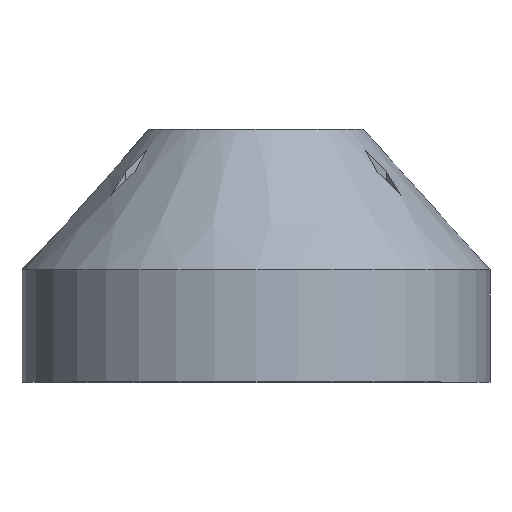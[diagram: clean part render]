
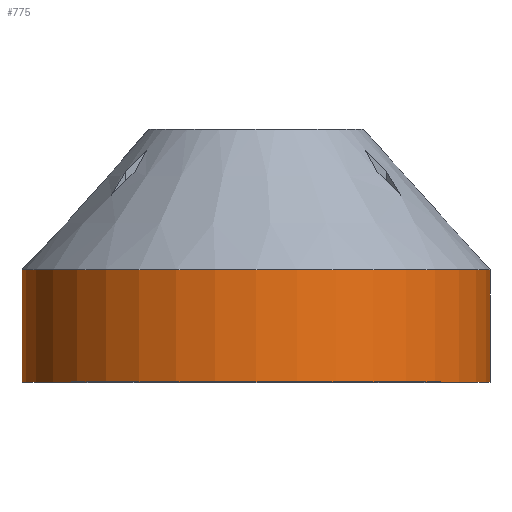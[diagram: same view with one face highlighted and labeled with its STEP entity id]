
A CAD part, top view. The second image highlights one B-rep face of the part: STEP entity #775.
In plain terms, the highlighted cylindrical face has radius 25 mm (diameter 50 mm), a full revolution.
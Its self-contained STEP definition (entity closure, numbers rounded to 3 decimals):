
#99=CIRCLE('',#848,25.);
#100=CIRCLE('',#849,25.);
#101=CIRCLE('',#854,25.);
#140=FACE_OUTER_BOUND('',#186,.T.);
#186=EDGE_LOOP('',(#717,#718,#719,#720,#721));
#253=LINE('',#2411,#290);
#290=VECTOR('',#1020,25.);
#363=VERTEX_POINT('',#1522);
#364=VERTEX_POINT('',#1524);
#369=VERTEX_POINT('',#2410);
#472=EDGE_CURVE('',#363,#364,#99,.T.);
#473=EDGE_CURVE('',#364,#363,#100,.T.);
#486=EDGE_CURVE('',#364,#369,#253,.T.);
#487=EDGE_CURVE('',#369,#369,#101,.T.);
#717=ORIENTED_EDGE('',*,*,#473,.F.);
#718=ORIENTED_EDGE('',*,*,#486,.T.);
#719=ORIENTED_EDGE('',*,*,#487,.T.);
#720=ORIENTED_EDGE('',*,*,#486,.F.);
#721=ORIENTED_EDGE('',*,*,#472,.F.);
#736=CYLINDRICAL_SURFACE('',#853,25.);
#775=ADVANCED_FACE('',(#140),#736,.T.);
#848=AXIS2_PLACEMENT_3D('',#1525,#1008,#1009);
#849=AXIS2_PLACEMENT_3D('',#1526,#1010,#1011);
#853=AXIS2_PLACEMENT_3D('',#2409,#1018,#1019);
#854=AXIS2_PLACEMENT_3D('',#2412,#1021,#1022);
#1008=DIRECTION('center_axis',(0.,1.,0.));
#1009=DIRECTION('ref_axis',(1.,0.,0.));
#1010=DIRECTION('center_axis',(0.,1.,0.));
#1011=DIRECTION('ref_axis',(1.,0.,0.));
#1018=DIRECTION('center_axis',(0.,1.,0.));
#1019=DIRECTION('ref_axis',(1.,0.,0.));
#1020=DIRECTION('',(0.,-1.,0.));
#1021=DIRECTION('center_axis',(0.,1.,0.));
#1022=DIRECTION('ref_axis',(1.,0.,0.));
#1522=CARTESIAN_POINT('',(25.,10.5,0.));
#1524=CARTESIAN_POINT('',(-25.,10.5,0.));
#1525=CARTESIAN_POINT('Origin',(0.,10.5,0.));
#1526=CARTESIAN_POINT('Origin',(0.,10.5,0.));
#2409=CARTESIAN_POINT('Origin',(0.,-1.5,0.));
#2410=CARTESIAN_POINT('',(-25.,-1.5,0.));
#2411=CARTESIAN_POINT('',(-25.,-1.5,0.));
#2412=CARTESIAN_POINT('Origin',(0.,-1.5,0.));
